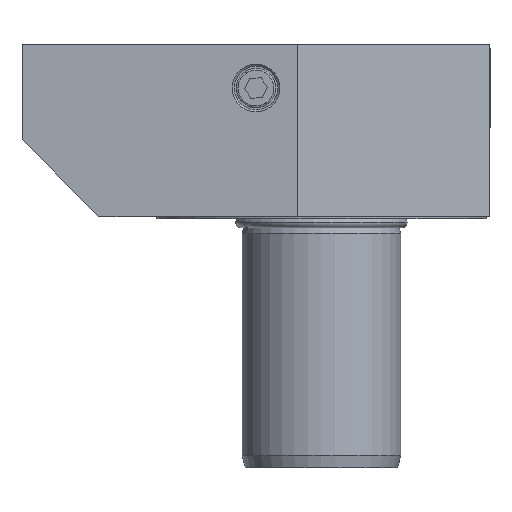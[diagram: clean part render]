
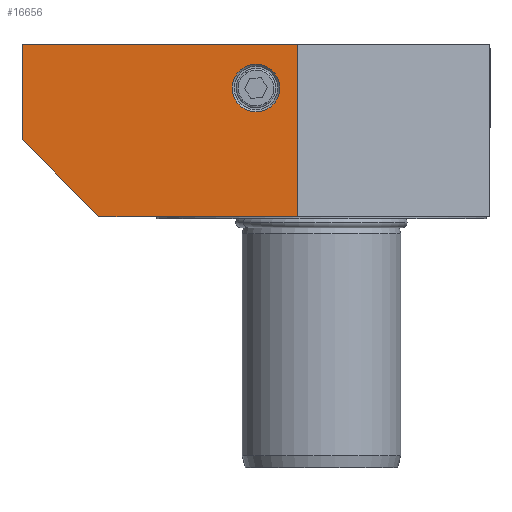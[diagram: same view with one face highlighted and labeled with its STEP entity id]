
A CAD part, front view. The second image highlights one B-rep face of the part: STEP entity #16656.
In plain terms, the highlighted planar face has unit normal (0, -1, 0).
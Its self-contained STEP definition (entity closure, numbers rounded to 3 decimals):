
#831 = EDGE_CURVE ( 'NONE', #78444, #78512, #55655, .T. ) ;
#4374 = AXIS2_PLACEMENT_3D ( 'NONE', #5375, #5365, #5399 ) ;
#5365 = DIRECTION ( 'NONE',  ( 0., 1., 0. ) ) ;
#5375 = CARTESIAN_POINT ( 'NONE',  ( -75.5, -48., 44. ) ) ;
#5399 = DIRECTION ( 'NONE',  ( 0., 0., 1. ) ) ;
#5401 = PLANE ( 'NONE',  #4374 ) ;
#5560 = CARTESIAN_POINT ( 'NONE',  ( -75.5, -48., 44. ) ) ;
#5671 = CARTESIAN_POINT ( 'NONE',  ( -6.017, -48., 44. ) ) ;
#5681 = CARTESIAN_POINT ( 'NONE',  ( -56.1, -48., 0.6 ) ) ;
#5716 = CARTESIAN_POINT ( 'NONE',  ( -75.5, -48., 20. ) ) ;
#5738 = CARTESIAN_POINT ( 'NONE',  ( -6.017, -48., 0.6 ) ) ;
#10430 = CARTESIAN_POINT ( 'NONE',  ( -16.5, -48., 27. ) ) ;
#10497 = CARTESIAN_POINT ( 'NONE',  ( -16.5, -48., 39. ) ) ;
#11529 = EDGE_CURVE ( 'NONE', #51415, #51338, #71260, .T. ) ;
#11530 = EDGE_CURVE ( 'NONE', #78512, #78444, #71307, .T. ) ;
#11569 = EDGE_CURVE ( 'NONE', #51338, #51426, #71364, .T. ) ;
#11582 = EDGE_CURVE ( 'NONE', #51426, #51327, #71338, .T. ) ;
#11591 = EDGE_CURVE ( 'NONE', #51229, #51415, #71379, .T. ) ;
#11626 = EDGE_CURVE ( 'NONE', #51229, #51327, #71468, .T. ) ;
#12755 = ORIENTED_EDGE ( 'NONE', *, *, #831, .T. ) ;
#16656 = ADVANCED_FACE ( 'NONE', ( #82028, #82066 ), #5401, .F. ) ;
#22224 = ORIENTED_EDGE ( 'NONE', *, *, #11626, .F. ) ;
#37863 = ORIENTED_EDGE ( 'NONE', *, *, #11582, .T. ) ;
#37891 = ORIENTED_EDGE ( 'NONE', *, *, #11569, .T. ) ;
#43358 = AXIS2_PLACEMENT_3D ( 'NONE', #75692, #75727, #75712 ) ;
#51229 = VERTEX_POINT ( 'NONE', #5560 ) ;
#51327 = VERTEX_POINT ( 'NONE', #5671 ) ;
#51338 = VERTEX_POINT ( 'NONE', #5681 ) ;
#51415 = VERTEX_POINT ( 'NONE', #5716 ) ;
#51426 = VERTEX_POINT ( 'NONE', #5738 ) ;
#55090 = CARTESIAN_POINT ( 'NONE',  ( -16.5, -48., 33. ) ) ;
#55091 = DIRECTION ( 'NONE',  ( 0., 1., 0. ) ) ;
#55092 = DIRECTION ( 'NONE',  ( 0., 0., 1. ) ) ;
#55655 = CIRCLE ( 'NONE', #69028, 6. ) ;
#55705 = EDGE_LOOP ( 'NONE', ( #65063, #65116, #37891, #37863, #22224 ) ) ;
#55807 = EDGE_LOOP ( 'NONE', ( #12755, #65013 ) ) ;
#65013 = ORIENTED_EDGE ( 'NONE', *, *, #11530, .T. ) ;
#65063 = ORIENTED_EDGE ( 'NONE', *, *, #11591, .T. ) ;
#65116 = ORIENTED_EDGE ( 'NONE', *, *, #11529, .T. ) ;
#69028 = AXIS2_PLACEMENT_3D ( 'NONE', #55090, #55091, #55092 ) ;
#71260 = LINE ( 'NONE', #75708, #71295 ) ;
#71295 = VECTOR ( 'NONE', #75703, 1000. ) ;
#71307 = CIRCLE ( 'NONE', #43358, 6. ) ;
#71310 = VECTOR ( 'NONE', #75801, 1000. ) ;
#71338 = LINE ( 'NONE', #75850, #71339 ) ;
#71339 = VECTOR ( 'NONE', #75849, 1000. ) ;
#71364 = LINE ( 'NONE', #75776, #71310 ) ;
#71379 = LINE ( 'NONE', #75833, #71424 ) ;
#71424 = VECTOR ( 'NONE', #75856, 1000. ) ;
#71464 = VECTOR ( 'NONE', #76183, 1000. ) ;
#71468 = LINE ( 'NONE', #76157, #71464 ) ;
#75692 = CARTESIAN_POINT ( 'NONE',  ( -16.5, -48., 33. ) ) ;
#75703 = DIRECTION ( 'NONE',  ( 0.707, 0., -0.707 ) ) ;
#75708 = CARTESIAN_POINT ( 'NONE',  ( -56.1, -48., 0.6 ) ) ;
#75712 = DIRECTION ( 'NONE',  ( 0., 0., 1. ) ) ;
#75727 = DIRECTION ( 'NONE',  ( 0., 1., 0. ) ) ;
#75776 = CARTESIAN_POINT ( 'NONE',  ( -75.5, -48., 0.6 ) ) ;
#75801 = DIRECTION ( 'NONE',  ( 1., 0., 0. ) ) ;
#75833 = CARTESIAN_POINT ( 'NONE',  ( -75.5, -48., 44. ) ) ;
#75849 = DIRECTION ( 'NONE',  ( 0., 0., 1. ) ) ;
#75850 = CARTESIAN_POINT ( 'NONE',  ( -6.017, -48., -62.701 ) ) ;
#75856 = DIRECTION ( 'NONE',  ( 0., 0., -1. ) ) ;
#76157 = CARTESIAN_POINT ( 'NONE',  ( -75.5, -48., 44. ) ) ;
#76183 = DIRECTION ( 'NONE',  ( 1., 0., 0. ) ) ;
#78444 = VERTEX_POINT ( 'NONE', #10430 ) ;
#78512 = VERTEX_POINT ( 'NONE', #10497 ) ;
#82028 = FACE_BOUND ( 'NONE', #55807, .T. ) ;
#82066 = FACE_OUTER_BOUND ( 'NONE', #55705, .T. ) ;
